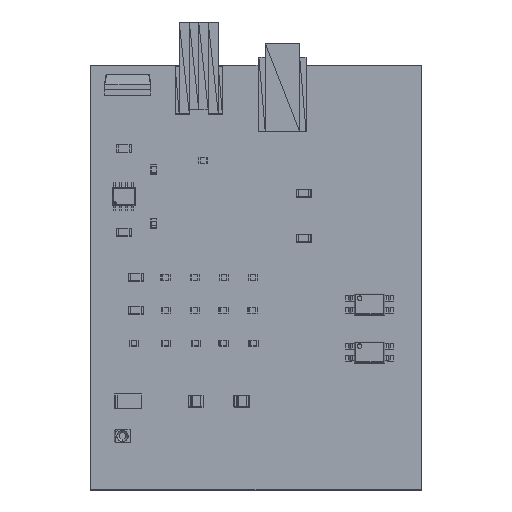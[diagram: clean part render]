
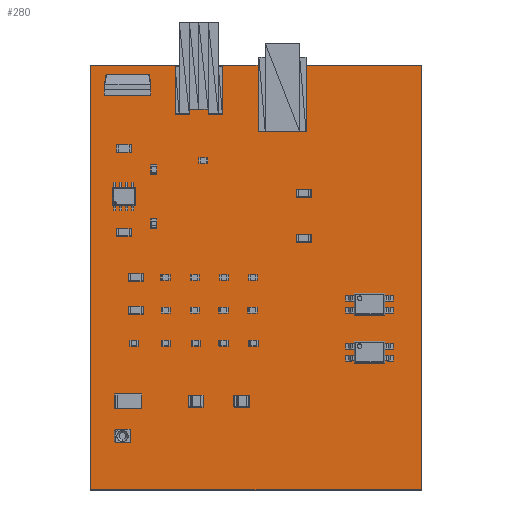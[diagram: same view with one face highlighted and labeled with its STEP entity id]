
A CAD part, top view. The second image highlights one B-rep face of the part: STEP entity #280.
In plain terms, the highlighted planar face has unit normal (0, 0, 1).
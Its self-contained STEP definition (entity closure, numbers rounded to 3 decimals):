
#161 = VERTEX_POINT('',#162);
#162 = CARTESIAN_POINT('',(1.905,64.77,0.));
#179 = VERTEX_POINT('',#180);
#180 = CARTESIAN_POINT('',(71.905,64.77,0.));
#186 = EDGE_CURVE('',#161,#179,#187,.T.);
#187 = LINE('',#188,#189);
#188 = CARTESIAN_POINT('',(1.905,64.77,0.));
#189 = VECTOR('',#190,1.);
#190 = DIRECTION('',(1.,0.,0.));
#210 = VERTEX_POINT('',#211);
#211 = CARTESIAN_POINT('',(71.905,154.77,0.));
#217 = EDGE_CURVE('',#179,#210,#218,.T.);
#218 = LINE('',#219,#220);
#219 = CARTESIAN_POINT('',(71.905,64.77,0.));
#220 = VECTOR('',#221,1.);
#221 = DIRECTION('',(0.,1.,0.));
#241 = VERTEX_POINT('',#242);
#242 = CARTESIAN_POINT('',(1.905,154.77,0.));
#248 = EDGE_CURVE('',#210,#241,#249,.T.);
#249 = LINE('',#250,#251);
#250 = CARTESIAN_POINT('',(71.905,154.77,0.));
#251 = VECTOR('',#252,1.);
#252 = DIRECTION('',(-1.,0.,0.));
#270 = EDGE_CURVE('',#241,#161,#271,.T.);
#271 = LINE('',#272,#273);
#272 = CARTESIAN_POINT('',(1.905,154.77,0.));
#273 = VECTOR('',#274,1.);
#274 = DIRECTION('',(0.,-1.,0.));
#280 = ADVANCED_FACE('',(#281),#287,.F.);
#281 = FACE_BOUND('',#282,.T.);
#282 = EDGE_LOOP('',(#283,#284,#285,#286));
#283 = ORIENTED_EDGE('',*,*,#186,.T.);
#284 = ORIENTED_EDGE('',*,*,#217,.T.);
#285 = ORIENTED_EDGE('',*,*,#248,.T.);
#286 = ORIENTED_EDGE('',*,*,#270,.T.);
#287 = PLANE('',#288);
#288 = AXIS2_PLACEMENT_3D('',#289,#290,#291);
#289 = CARTESIAN_POINT('',(1.905,64.77,0.));
#290 = DIRECTION('',(0.,0.,-1.));
#291 = DIRECTION('',(-1.,0.,0.));
